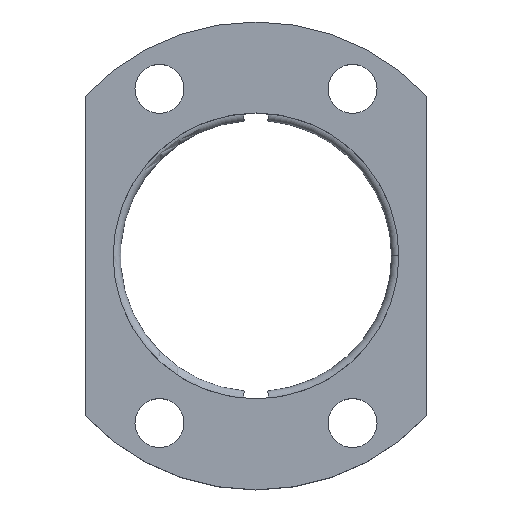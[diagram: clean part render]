
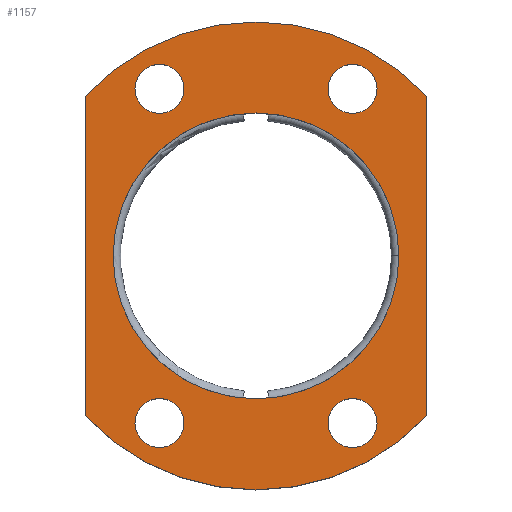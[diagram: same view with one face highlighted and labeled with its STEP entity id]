
A CAD part, top view. The second image highlights one B-rep face of the part: STEP entity #1157.
In plain terms, the highlighted planar face has unit normal (0, 0, 1).
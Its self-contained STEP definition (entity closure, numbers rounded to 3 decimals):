
#6 = VERTEX_POINT ( 'NONE', #971 ) ;
#11 = CIRCLE ( 'NONE', #465, 3.3 ) ;
#13 = ORIENTED_EDGE ( 'NONE', *, *, #937, .F. ) ;
#17 = ORIENTED_EDGE ( 'NONE', *, *, #1088, .T. ) ;
#19 = AXIS2_PLACEMENT_3D ( 'NONE', #360, #1298, #530 ) ;
#22 = FACE_BOUND ( 'NONE', #494, .T. ) ;
#28 = AXIS2_PLACEMENT_3D ( 'NONE', #668, #1489, #793 ) ;
#34 = AXIS2_PLACEMENT_3D ( 'NONE', #946, #51, #1083 ) ;
#40 = CARTESIAN_POINT ( 'NONE',  ( -16.3, -22.5, 0. ) ) ;
#51 = DIRECTION ( 'NONE',  ( 0., 0., -1. ) ) ;
#55 = DIRECTION ( 'NONE',  ( 0., 0., -1. ) ) ;
#68 = AXIS2_PLACEMENT_3D ( 'NONE', #171, #1178, #332 ) ;
#77 = AXIS2_PLACEMENT_3D ( 'NONE', #322, #1277, #491 ) ;
#80 = EDGE_LOOP ( 'NONE', ( #1104, #381 ) ) ;
#83 = AXIS2_PLACEMENT_3D ( 'NONE', #1470, #772, #1575 ) ;
#87 = VERTEX_POINT ( 'NONE', #572 ) ;
#131 = ORIENTED_EDGE ( 'NONE', *, *, #977, .F. ) ;
#157 = VERTEX_POINT ( 'NONE', #1421 ) ;
#171 = CARTESIAN_POINT ( 'NONE',  ( 0., 0., 0. ) ) ;
#181 = AXIS2_PLACEMENT_3D ( 'NONE', #1135, #273, #1244 ) ;
#183 = VERTEX_POINT ( 'NONE', #1120 ) ;
#198 = LINE ( 'NONE', #1142, #1262 ) ;
#206 = EDGE_LOOP ( 'NONE', ( #571, #901, #131, #17 ) ) ;
#220 = AXIS2_PLACEMENT_3D ( 'NONE', #720, #1531, #847 ) ;
#266 = ORIENTED_EDGE ( 'NONE', *, *, #1034, .T. ) ;
#267 = VERTEX_POINT ( 'NONE', #989 ) ;
#270 = CIRCLE ( 'NONE', #34, 3.3 ) ;
#273 = DIRECTION ( 'NONE',  ( 0., 0., -1. ) ) ;
#282 = DIRECTION ( 'NONE',  ( 0., -1., 0. ) ) ;
#289 = EDGE_LOOP ( 'NONE', ( #441, #833 ) ) ;
#321 = CARTESIAN_POINT ( 'NONE',  ( -19.25, 0., 0. ) ) ;
#322 = CARTESIAN_POINT ( 'NONE',  ( 13., -22.5, 0. ) ) ;
#332 = DIRECTION ( 'NONE',  ( 1., 0., 0. ) ) ;
#360 = CARTESIAN_POINT ( 'NONE',  ( 0., 0., 0. ) ) ;
#361 = VERTEX_POINT ( 'NONE', #1222 ) ;
#367 = CARTESIAN_POINT ( 'NONE',  ( 13., -22.5, 0. ) ) ;
#381 = ORIENTED_EDGE ( 'NONE', *, *, #1507, .T. ) ;
#384 = CARTESIAN_POINT ( 'NONE',  ( -23., 21.523, 0. ) ) ;
#385 = VERTEX_POINT ( 'NONE', #1296 ) ;
#392 = VERTEX_POINT ( 'NONE', #321 ) ;
#397 = FACE_OUTER_BOUND ( 'NONE', #206, .T. ) ;
#405 = VERTEX_POINT ( 'NONE', #40 ) ;
#422 = CIRCLE ( 'NONE', #77, 3.3 ) ;
#424 = CARTESIAN_POINT ( 'NONE',  ( -9.7, 22.5, 0. ) ) ;
#441 = ORIENTED_EDGE ( 'NONE', *, *, #1097, .T. ) ;
#443 = FACE_BOUND ( 'NONE', #289, .T. ) ;
#462 = DIRECTION ( 'NONE',  ( 0., 0., -1. ) ) ;
#465 = AXIS2_PLACEMENT_3D ( 'NONE', #744, #55, #1501 ) ;
#491 = DIRECTION ( 'NONE',  ( -1., 0., 0. ) ) ;
#493 = ORIENTED_EDGE ( 'NONE', *, *, #1041, .F. ) ;
#494 = EDGE_LOOP ( 'NONE', ( #266, #1085 ) ) ;
#499 = AXIS2_PLACEMENT_3D ( 'NONE', #782, #503, #1203 ) ;
#503 = DIRECTION ( 'NONE',  ( 0., 0., -1. ) ) ;
#530 = DIRECTION ( 'NONE',  ( 1., 0., 0. ) ) ;
#532 = DIRECTION ( 'NONE',  ( -1., 0., 0. ) ) ;
#564 = VERTEX_POINT ( 'NONE', #579 ) ;
#571 = ORIENTED_EDGE ( 'NONE', *, *, #1045, .F. ) ;
#572 = CARTESIAN_POINT ( 'NONE',  ( 19.25, 0., 0. ) ) ;
#579 = CARTESIAN_POINT ( 'NONE',  ( 16.3, 22.5, 0. ) ) ;
#668 = CARTESIAN_POINT ( 'NONE',  ( 0., 0., 0. ) ) ;
#677 = EDGE_CURVE ( 'NONE', #405, #157, #1173, .T. ) ;
#701 = EDGE_CURVE ( 'NONE', #1333, #6, #11, .T. ) ;
#715 = CARTESIAN_POINT ( 'NONE',  ( 9.7, 22.5, 0. ) ) ;
#720 = CARTESIAN_POINT ( 'NONE',  ( 0., 0., 0. ) ) ;
#744 = CARTESIAN_POINT ( 'NONE',  ( -13., 22.5, 0. ) ) ;
#761 = VECTOR ( 'NONE', #778, 1000. ) ;
#772 = DIRECTION ( 'NONE',  ( 0., 0., -1. ) ) ;
#778 = DIRECTION ( 'NONE',  ( 0., 1., 0. ) ) ;
#782 = CARTESIAN_POINT ( 'NONE',  ( -13., -22.5, 0. ) ) ;
#783 = FACE_BOUND ( 'NONE', #1119, .T. ) ;
#790 = DIRECTION ( 'NONE',  ( 0., 0., -1. ) ) ;
#791 = AXIS2_PLACEMENT_3D ( 'NONE', #367, #1302, #532 ) ;
#793 = DIRECTION ( 'NONE',  ( 1., 0., 0. ) ) ;
#803 = CIRCLE ( 'NONE', #68, 19.25 ) ;
#827 = CARTESIAN_POINT ( 'NONE',  ( 9.7, -22.5, 0. ) ) ;
#833 = ORIENTED_EDGE ( 'NONE', *, *, #962, .T. ) ;
#847 = DIRECTION ( 'NONE',  ( 1., 0., 0. ) ) ;
#872 = VERTEX_POINT ( 'NONE', #384 ) ;
#901 = ORIENTED_EDGE ( 'NONE', *, *, #1077, .T. ) ;
#905 = VERTEX_POINT ( 'NONE', #827 ) ;
#937 = EDGE_CURVE ( 'NONE', #392, #87, #1619, .T. ) ;
#946 = CARTESIAN_POINT ( 'NONE',  ( 13., 22.5, 0. ) ) ;
#958 = CIRCLE ( 'NONE', #19, 31.5 ) ;
#962 = EDGE_CURVE ( 'NONE', #564, #1287, #1593, .T. ) ;
#971 = CARTESIAN_POINT ( 'NONE',  ( -16.3, 22.5, 0. ) ) ;
#973 = ORIENTED_EDGE ( 'NONE', *, *, #1037, .T. ) ;
#977 = EDGE_CURVE ( 'NONE', #183, #267, #198, .T. ) ;
#989 = CARTESIAN_POINT ( 'NONE',  ( 23., -21.523, 0. ) ) ;
#993 = ORIENTED_EDGE ( 'NONE', *, *, #701, .T. ) ;
#1000 = CIRCLE ( 'NONE', #28, 31.5 ) ;
#1034 = EDGE_CURVE ( 'NONE', #905, #361, #422, .T. ) ;
#1037 = EDGE_CURVE ( 'NONE', #6, #1333, #1427, .T. ) ;
#1041 = EDGE_CURVE ( 'NONE', #87, #392, #803, .T. ) ;
#1045 = EDGE_CURVE ( 'NONE', #385, #872, #1165, .T. ) ;
#1061 = PLANE ( 'NONE',  #1229 ) ;
#1077 = EDGE_CURVE ( 'NONE', #385, #267, #1000, .T. ) ;
#1083 = DIRECTION ( 'NONE',  ( -1., 0., 0. ) ) ;
#1085 = ORIENTED_EDGE ( 'NONE', *, *, #1189, .T. ) ;
#1088 = EDGE_CURVE ( 'NONE', #183, #872, #958, .T. ) ;
#1097 = EDGE_CURVE ( 'NONE', #1287, #564, #270, .T. ) ;
#1104 = ORIENTED_EDGE ( 'NONE', *, *, #677, .T. ) ;
#1119 = EDGE_LOOP ( 'NONE', ( #493, #13 ) ) ;
#1120 = CARTESIAN_POINT ( 'NONE',  ( 23., 21.523, 0. ) ) ;
#1135 = CARTESIAN_POINT ( 'NONE',  ( 13., 22.5, 0. ) ) ;
#1142 = CARTESIAN_POINT ( 'NONE',  ( 23., 0., 0. ) ) ;
#1144 = FACE_BOUND ( 'NONE', #1660, .T. ) ;
#1157 = ADVANCED_FACE ( 'NONE', ( #443, #22, #1411, #1144, #783, #397 ), #1061, .F. ) ;
#1165 = LINE ( 'NONE', #1475, #761 ) ;
#1173 = CIRCLE ( 'NONE', #499, 3.3 ) ;
#1178 = DIRECTION ( 'NONE',  ( 0., 0., 1. ) ) ;
#1189 = EDGE_CURVE ( 'NONE', #361, #905, #1648, .T. ) ;
#1203 = DIRECTION ( 'NONE',  ( -1., 0., 0. ) ) ;
#1222 = CARTESIAN_POINT ( 'NONE',  ( 16.3, -22.5, 0. ) ) ;
#1229 = AXIS2_PLACEMENT_3D ( 'NONE', #1486, #790, #1596 ) ;
#1244 = DIRECTION ( 'NONE',  ( -1., 0., 0. ) ) ;
#1260 = CARTESIAN_POINT ( 'NONE',  ( -13., -22.5, 0. ) ) ;
#1262 = VECTOR ( 'NONE', #282, 1000. ) ;
#1277 = DIRECTION ( 'NONE',  ( 0., 0., -1. ) ) ;
#1287 = VERTEX_POINT ( 'NONE', #715 ) ;
#1296 = CARTESIAN_POINT ( 'NONE',  ( -23., -21.523, 0. ) ) ;
#1298 = DIRECTION ( 'NONE',  ( 0., 0., 1. ) ) ;
#1302 = DIRECTION ( 'NONE',  ( 0., 0., -1. ) ) ;
#1333 = VERTEX_POINT ( 'NONE', #424 ) ;
#1334 = CIRCLE ( 'NONE', #1630, 3.3 ) ;
#1354 = DIRECTION ( 'NONE',  ( -1., 0., 0. ) ) ;
#1411 = FACE_BOUND ( 'NONE', #80, .T. ) ;
#1421 = CARTESIAN_POINT ( 'NONE',  ( -9.7, -22.5, 0. ) ) ;
#1427 = CIRCLE ( 'NONE', #83, 3.3 ) ;
#1470 = CARTESIAN_POINT ( 'NONE',  ( -13., 22.5, 0. ) ) ;
#1475 = CARTESIAN_POINT ( 'NONE',  ( -23., 0., 0. ) ) ;
#1486 = CARTESIAN_POINT ( 'NONE',  ( -19.25, 0., 0. ) ) ;
#1489 = DIRECTION ( 'NONE',  ( 0., 0., 1. ) ) ;
#1501 = DIRECTION ( 'NONE',  ( -1., 0., 0. ) ) ;
#1507 = EDGE_CURVE ( 'NONE', #157, #405, #1334, .T. ) ;
#1531 = DIRECTION ( 'NONE',  ( 0., 0., 1. ) ) ;
#1575 = DIRECTION ( 'NONE',  ( -1., 0., 0. ) ) ;
#1593 = CIRCLE ( 'NONE', #181, 3.3 ) ;
#1596 = DIRECTION ( 'NONE',  ( -1., 0., 0. ) ) ;
#1619 = CIRCLE ( 'NONE', #220, 19.25 ) ;
#1630 = AXIS2_PLACEMENT_3D ( 'NONE', #1260, #462, #1354 ) ;
#1648 = CIRCLE ( 'NONE', #791, 3.3 ) ;
#1660 = EDGE_LOOP ( 'NONE', ( #973, #993 ) ) ;
